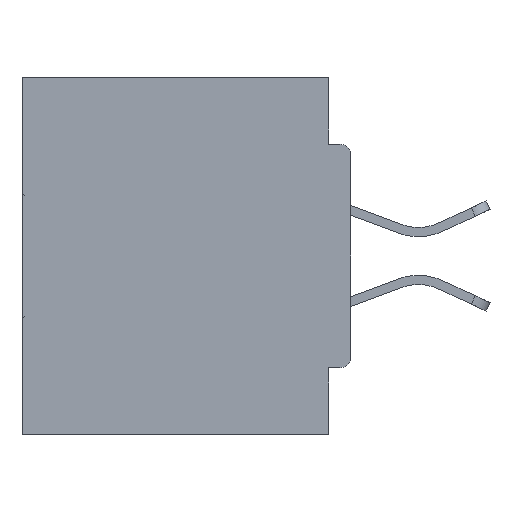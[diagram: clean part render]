
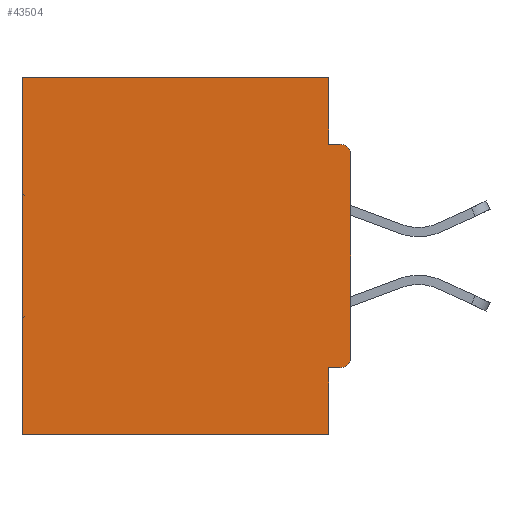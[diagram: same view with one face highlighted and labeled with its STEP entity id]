
A CAD part, left-side view. The second image highlights one B-rep face of the part: STEP entity #43504.
In plain terms, the highlighted planar face has unit normal (-1, 0, 0).
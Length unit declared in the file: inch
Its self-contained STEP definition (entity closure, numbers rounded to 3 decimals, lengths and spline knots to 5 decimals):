
#1263 = CARTESIAN_POINT ( 'NONE',  ( 0.298, 0.015, -0.1085 ) ) ;
#1589 = CARTESIAN_POINT ( 'NONE',  ( 0.298, 0.015, -0.3915 ) ) ;
#1728 = CARTESIAN_POINT ( 'NONE',  ( 0.298, 0., 0. ) ) ;
#3025 = VERTEX_POINT ( 'NONE', #38463 ) ;
#3149 = DIRECTION ( 'NONE',  ( 1., 0., 0. ) ) ;
#3648 = DIRECTION ( 'NONE',  ( 0., 1., 0. ) ) ;
#5100 = AXIS2_PLACEMENT_3D ( 'NONE', #1589, #18329, #15079 ) ;
#5426 = CARTESIAN_POINT ( 'NONE',  ( 0.298, 0., -0.3915 ) ) ;
#5440 = CARTESIAN_POINT ( 'NONE',  ( 0.298, 0.031, -0.4065 ) ) ;
#5861 = CARTESIAN_POINT ( 'NONE',  ( 0.298, 0., -0.0935 ) ) ;
#5917 = CARTESIAN_POINT ( 'NONE',  ( 0.298, 0.46, 0. ) ) ;
#6003 = VERTEX_POINT ( 'NONE', #22104 ) ;
#6695 = PLANE ( 'NONE',  #29713 ) ;
#7005 = VECTOR ( 'NONE', #24680, 39.37008 ) ;
#7142 = ORIENTED_EDGE ( 'NONE', *, *, #38048, .T. ) ;
#7204 = CARTESIAN_POINT ( 'NONE',  ( 0.298, 0., -0.5 ) ) ;
#7518 = ORIENTED_EDGE ( 'NONE', *, *, #20120, .T. ) ;
#8390 = VERTEX_POINT ( 'NONE', #31792 ) ;
#8576 = CARTESIAN_POINT ( 'NONE',  ( 0.298, 0.015, -0.0935 ) ) ;
#8973 = AXIS2_PLACEMENT_3D ( 'NONE', #1263, #35037, #21045 ) ;
#9394 = CARTESIAN_POINT ( 'NONE',  ( 0.298, 0., -0.1085 ) ) ;
#10129 = CARTESIAN_POINT ( 'NONE',  ( 0.298, 0., 0. ) ) ;
#10325 = LINE ( 'NONE', #5861, #42805 ) ;
#10543 = EDGE_CURVE ( 'NONE', #6003, #13184, #13087, .T. ) ;
#11135 = DIRECTION ( 'NONE',  ( 0., 1., 0. ) ) ;
#11329 = ORIENTED_EDGE ( 'NONE', *, *, #10543, .F. ) ;
#11630 = DIRECTION ( 'NONE',  ( 0., 0., -1. ) ) ;
#11793 = LINE ( 'NONE', #31494, #7005 ) ;
#12872 = VERTEX_POINT ( 'NONE', #9394 ) ;
#12930 = LINE ( 'NONE', #31475, #21341 ) ;
#12995 = EDGE_LOOP ( 'NONE', ( #7518, #20009, #36511, #7142, #38761, #37526, #18933, #11329, #38876, #23057 ) ) ;
#13087 = LINE ( 'NONE', #14249, #18905 ) ;
#13184 = VERTEX_POINT ( 'NONE', #5440 ) ;
#14249 = CARTESIAN_POINT ( 'NONE',  ( 0.298, 0., -0.4065 ) ) ;
#14714 = LINE ( 'NONE', #7204, #26139 ) ;
#15079 = DIRECTION ( 'NONE',  ( 0., 0., -1. ) ) ;
#15993 = CARTESIAN_POINT ( 'NONE',  ( 0.298, 0., 0. ) ) ;
#18329 = DIRECTION ( 'NONE',  ( -1., 0., 0. ) ) ;
#18506 = DIRECTION ( 'NONE',  ( 0., 0., -1. ) ) ;
#18552 = FACE_OUTER_BOUND ( 'NONE', #12995, .T. ) ;
#18663 = VERTEX_POINT ( 'NONE', #8576 ) ;
#18905 = VECTOR ( 'NONE', #11135, 39.37008 ) ;
#18933 = ORIENTED_EDGE ( 'NONE', *, *, #42462, .F. ) ;
#19370 = DIRECTION ( 'NONE',  ( 0., 1., 0. ) ) ;
#20009 = ORIENTED_EDGE ( 'NONE', *, *, #41258, .F. ) ;
#20120 = EDGE_CURVE ( 'NONE', #12872, #18663, #32484, .T. ) ;
#20343 = CARTESIAN_POINT ( 'NONE',  ( 0.298, 0.031, 0. ) ) ;
#20405 = VECTOR ( 'NONE', #18506, 39.37008 ) ;
#20922 = EDGE_CURVE ( 'NONE', #12872, #40500, #36641, .T. ) ;
#21045 = DIRECTION ( 'NONE',  ( 0., 0., -1. ) ) ;
#21341 = VECTOR ( 'NONE', #11630, 39.37008 ) ;
#22104 = CARTESIAN_POINT ( 'NONE',  ( 0.298, 0.015, -0.4065 ) ) ;
#23057 = ORIENTED_EDGE ( 'NONE', *, *, #20922, .F. ) ;
#23420 = EDGE_CURVE ( 'NONE', #6003, #40500, #41065, .T. ) ;
#23565 = VERTEX_POINT ( 'NONE', #20343 ) ;
#24680 = DIRECTION ( 'NONE',  ( 0., 0., -1. ) ) ;
#25535 = DIRECTION ( 'NONE',  ( 0., 0., -1. ) ) ;
#25658 = VERTEX_POINT ( 'NONE', #5917 ) ;
#26139 = VECTOR ( 'NONE', #3648, 39.37008 ) ;
#27340 = VECTOR ( 'NONE', #19370, 39.37008 ) ;
#28019 = EDGE_CURVE ( 'NONE', #23565, #8390, #12930, .T. ) ;
#28919 = LINE ( 'NONE', #15993, #27340 ) ;
#29216 = LINE ( 'NONE', #38778, #20405 ) ;
#29713 = AXIS2_PLACEMENT_3D ( 'NONE', #10129, #3149, #33704 ) ;
#31089 = VERTEX_POINT ( 'NONE', #32296 ) ;
#31475 = CARTESIAN_POINT ( 'NONE',  ( 0.298, 0.031, -0.5 ) ) ;
#31494 = CARTESIAN_POINT ( 'NONE',  ( 0.298, 0.031, -0.5 ) ) ;
#31792 = CARTESIAN_POINT ( 'NONE',  ( 0.298, 0.031, -0.0935 ) ) ;
#32296 = CARTESIAN_POINT ( 'NONE',  ( 0.298, 0.031, -0.5 ) ) ;
#32484 = CIRCLE ( 'NONE', #8973, 0.015 ) ;
#32945 = VECTOR ( 'NONE', #25535, 39.37008 ) ;
#33704 = DIRECTION ( 'NONE',  ( 0., 0., -1. ) ) ;
#35037 = DIRECTION ( 'NONE',  ( -1., 0., 0. ) ) ;
#36511 = ORIENTED_EDGE ( 'NONE', *, *, #28019, .F. ) ;
#36641 = LINE ( 'NONE', #1728, #32945 ) ;
#37283 = DIRECTION ( 'NONE',  ( 0., -1., 0. ) ) ;
#37526 = ORIENTED_EDGE ( 'NONE', *, *, #39422, .F. ) ;
#38048 = EDGE_CURVE ( 'NONE', #23565, #25658, #28919, .T. ) ;
#38463 = CARTESIAN_POINT ( 'NONE',  ( 0.298, 0.46, -0.5 ) ) ;
#38761 = ORIENTED_EDGE ( 'NONE', *, *, #41557, .T. ) ;
#38778 = CARTESIAN_POINT ( 'NONE',  ( 0.298, 0.46, 0. ) ) ;
#38876 = ORIENTED_EDGE ( 'NONE', *, *, #23420, .T. ) ;
#39422 = EDGE_CURVE ( 'NONE', #31089, #3025, #14714, .T. ) ;
#40500 = VERTEX_POINT ( 'NONE', #5426 ) ;
#41065 = CIRCLE ( 'NONE', #5100, 0.015 ) ;
#41258 = EDGE_CURVE ( 'NONE', #8390, #18663, #10325, .T. ) ;
#41557 = EDGE_CURVE ( 'NONE', #25658, #3025, #29216, .T. ) ;
#42462 = EDGE_CURVE ( 'NONE', #13184, #31089, #11793, .T. ) ;
#42805 = VECTOR ( 'NONE', #37283, 39.37008 ) ;
#43504 = ADVANCED_FACE ( 'NONE', ( #18552 ), #6695, .F. ) ;
